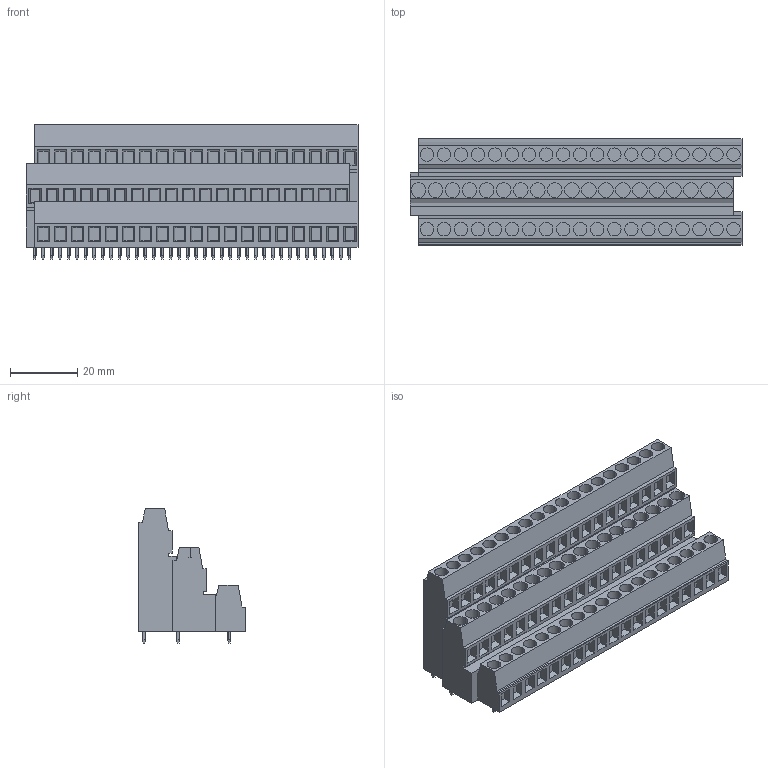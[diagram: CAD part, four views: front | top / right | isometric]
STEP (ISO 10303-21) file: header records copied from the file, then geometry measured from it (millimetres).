
FILE_DESCRIPTION(('CATIA V5 STEP','CAx-IF Rec.Pracs.--- Model Styling and Organization---1.2---2011-12-15'),'2;1');
FILE_NAME ('D1455762_0_1769790000_1769790000.stp','2018-09-08T04:03:27+00:00',('none'),('Weidmueller'),'CATIA Version 5-6 Release 2014','CATIA V5 STEP AP214','none');
FILE_SCHEMA(('AUTOMOTIVE_DESIGN { 1 0 10303 214 1 1 1 1 }'));
Length unit declared in the file: millimetre
Products named in the file (1): 1769790000
Bounding box: 99.06 x 31.8 x 40.1 mm (x, y, z)
Volume: 66606.5 mm3; surface area: 20587 mm2
Topology: 58 solids, 58 shells, 1291 faces, 3183 edges, 2122 vertices
Faces by surface type: plane 1176, cylinder 115
Entity records: 33443 total; most frequent: CARTESIAN_POINT 6375, ORIENTED_EDGE 6366, DIRECTION 3953, EDGE_CURVE 3183, VECTOR 2497, LINE 2497, VERTEX_POINT 2122, EDGE_LOOP 1405
